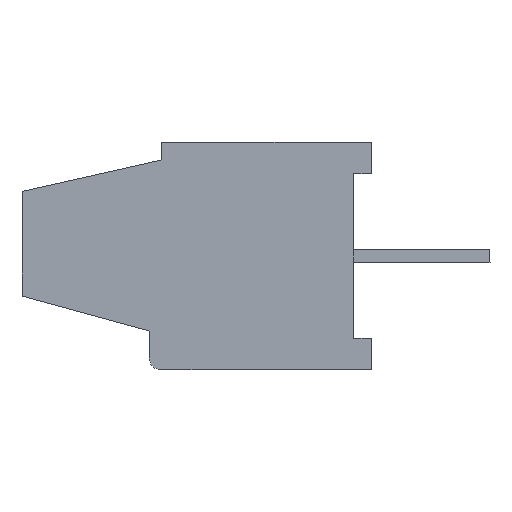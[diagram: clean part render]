
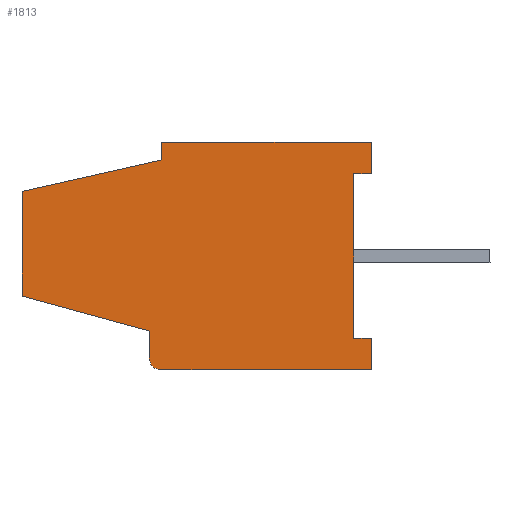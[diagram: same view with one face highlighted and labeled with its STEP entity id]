
A CAD part, left-side view. The second image highlights one B-rep face of the part: STEP entity #1813.
In plain terms, the highlighted planar face has unit normal (-1, 0, 0).
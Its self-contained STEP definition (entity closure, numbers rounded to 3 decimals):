
#13 = DIRECTION ( 'NONE',  ( 0., 0., -1. ) ) ;
#46 = LINE ( 'NONE', #4430, #4234 ) ;
#61 = EDGE_CURVE ( 'NONE', #123, #3988, #588, .T. ) ;
#123 = VERTEX_POINT ( 'NONE', #1580 ) ;
#140 = ORIENTED_EDGE ( 'NONE', *, *, #2704, .T. ) ;
#142 = EDGE_CURVE ( 'NONE', #4161, #1714, #2653, .T. ) ;
#210 = CARTESIAN_POINT ( 'NONE',  ( -4.04, 3., 3.25 ) ) ;
#387 = VERTEX_POINT ( 'NONE', #1989 ) ;
#402 = VERTEX_POINT ( 'NONE', #5425 ) ;
#453 = AXIS2_PLACEMENT_3D ( 'NONE', #2605, #4304, #3373 ) ;
#588 = LINE ( 'NONE', #210, #1410 ) ;
#624 = ORIENTED_EDGE ( 'NONE', *, *, #3820, .T. ) ;
#749 = VECTOR ( 'NONE', #2210, 1000. ) ;
#772 = PLANE ( 'NONE',  #1133 ) ;
#833 = VERTEX_POINT ( 'NONE', #1538 ) ;
#871 = ORIENTED_EDGE ( 'NONE', *, *, #2321, .T. ) ;
#941 = DIRECTION ( 'NONE',  ( 0., 0., 1. ) ) ;
#961 = EDGE_CURVE ( 'NONE', #402, #2062, #46, .T. ) ;
#995 = EDGE_CURVE ( 'NONE', #2248, #1729, #4072, .T. ) ;
#1022 = EDGE_CURVE ( 'NONE', #3242, #387, #1037, .T. ) ;
#1037 = LINE ( 'NONE', #2872, #3608 ) ;
#1116 = CARTESIAN_POINT ( 'NONE',  ( -4.04, 0., -3.25 ) ) ;
#1133 = AXIS2_PLACEMENT_3D ( 'NONE', #3909, #5526, #4379 ) ;
#1148 = VERTEX_POINT ( 'NONE', #4343 ) ;
#1198 = ORIENTED_EDGE ( 'NONE', *, *, #3897, .F. ) ;
#1202 = LINE ( 'NONE', #3498, #2266 ) ;
#1353 = EDGE_CURVE ( 'NONE', #1729, #123, #4904, .T. ) ;
#1376 = CARTESIAN_POINT ( 'NONE',  ( -4.04, 6.35, -2.15 ) ) ;
#1384 = EDGE_LOOP ( 'NONE', ( #3344, #1198, #2739, #871, #1626, #140, #5100, #4735, #2097, #624, #5172, #1887, #1657 ) ) ;
#1410 = VECTOR ( 'NONE', #2459, 1000. ) ;
#1514 = VECTOR ( 'NONE', #941, 1000. ) ;
#1538 = CARTESIAN_POINT ( 'NONE',  ( -4.04, 10., -1.15 ) ) ;
#1580 = CARTESIAN_POINT ( 'NONE',  ( -4.04, 0., 3.25 ) ) ;
#1626 = ORIENTED_EDGE ( 'NONE', *, *, #4771, .T. ) ;
#1657 = ORIENTED_EDGE ( 'NONE', *, *, #1353, .T. ) ;
#1714 = VERTEX_POINT ( 'NONE', #2243 ) ;
#1729 = VERTEX_POINT ( 'NONE', #4435 ) ;
#1740 = CARTESIAN_POINT ( 'NONE',  ( -4.04, 6.35, -2.95 ) ) ;
#1755 = CARTESIAN_POINT ( 'NONE',  ( -4.04, 3., -2.35 ) ) ;
#1786 = VECTOR ( 'NONE', #3994, 1000. ) ;
#1813 = ADVANCED_FACE ( 'NONE', ( #4354 ), #772, .T. ) ;
#1849 = LINE ( 'NONE', #5316, #3274 ) ;
#1887 = ORIENTED_EDGE ( 'NONE', *, *, #995, .T. ) ;
#1967 = DIRECTION ( 'NONE',  ( 0., -0.964, -0.264 ) ) ;
#1989 = CARTESIAN_POINT ( 'NONE',  ( -4.04, 0., -2.35 ) ) ;
#2062 = VERTEX_POINT ( 'NONE', #3324 ) ;
#2097 = ORIENTED_EDGE ( 'NONE', *, *, #1022, .T. ) ;
#2204 = LINE ( 'NONE', #3954, #3198 ) ;
#2210 = DIRECTION ( 'NONE',  ( 0., 0., 1. ) ) ;
#2243 = CARTESIAN_POINT ( 'NONE',  ( -4.04, 6.05, -3.25 ) ) ;
#2248 = VERTEX_POINT ( 'NONE', #2993 ) ;
#2266 = VECTOR ( 'NONE', #5220, 1000. ) ;
#2321 = EDGE_CURVE ( 'NONE', #2062, #833, #1202, .T. ) ;
#2446 = VECTOR ( 'NONE', #4248, 1000. ) ;
#2459 = DIRECTION ( 'NONE',  ( 0., 1., 0. ) ) ;
#2570 = VERTEX_POINT ( 'NONE', #1376 ) ;
#2605 = CARTESIAN_POINT ( 'NONE',  ( -4.04, 6.05, -2.95 ) ) ;
#2653 = CIRCLE ( 'NONE', #453, 0.3 ) ;
#2704 = EDGE_CURVE ( 'NONE', #2570, #4161, #2204, .T. ) ;
#2739 = ORIENTED_EDGE ( 'NONE', *, *, #961, .T. ) ;
#2872 = CARTESIAN_POINT ( 'NONE',  ( -4.04, 0., 3.25 ) ) ;
#2993 = CARTESIAN_POINT ( 'NONE',  ( -4.04, 0.5, 2.35 ) ) ;
#3084 = CARTESIAN_POINT ( 'NONE',  ( -4.04, 0., 3.25 ) ) ;
#3085 = LINE ( 'NONE', #4375, #749 ) ;
#3088 = CARTESIAN_POINT ( 'NONE',  ( -4.04, 3., 2.35 ) ) ;
#3131 = LINE ( 'NONE', #1755, #3318 ) ;
#3198 = VECTOR ( 'NONE', #13, 1000. ) ;
#3242 = VERTEX_POINT ( 'NONE', #1116 ) ;
#3274 = VECTOR ( 'NONE', #1967, 1000. ) ;
#3318 = VECTOR ( 'NONE', #4907, 1000. ) ;
#3324 = CARTESIAN_POINT ( 'NONE',  ( -4.04, 10., 1.85 ) ) ;
#3344 = ORIENTED_EDGE ( 'NONE', *, *, #61, .T. ) ;
#3373 = DIRECTION ( 'NONE',  ( 0., 0., 1. ) ) ;
#3498 = CARTESIAN_POINT ( 'NONE',  ( -4.04, 10., 3.25 ) ) ;
#3608 = VECTOR ( 'NONE', #3696, 1000. ) ;
#3655 = CARTESIAN_POINT ( 'NONE',  ( -4.04, 6., 3.25 ) ) ;
#3696 = DIRECTION ( 'NONE',  ( 0., 0., 1. ) ) ;
#3820 = EDGE_CURVE ( 'NONE', #387, #1148, #3131, .T. ) ;
#3897 = EDGE_CURVE ( 'NONE', #402, #3988, #3085, .T. ) ;
#3909 = CARTESIAN_POINT ( 'NONE',  ( -4.04, 3., 3.25 ) ) ;
#3954 = CARTESIAN_POINT ( 'NONE',  ( -4.04, 6.35, 3.25 ) ) ;
#3988 = VERTEX_POINT ( 'NONE', #3655 ) ;
#3994 = DIRECTION ( 'NONE',  ( 0., -1., 0. ) ) ;
#4072 = LINE ( 'NONE', #3088, #1786 ) ;
#4128 = CARTESIAN_POINT ( 'NONE',  ( -4.04, 3., -3.25 ) ) ;
#4161 = VERTEX_POINT ( 'NONE', #1740 ) ;
#4216 = LINE ( 'NONE', #4619, #2446 ) ;
#4234 = VECTOR ( 'NONE', #4851, 1000. ) ;
#4248 = DIRECTION ( 'NONE',  ( 0., 0., 1. ) ) ;
#4304 = DIRECTION ( 'NONE',  ( -1., 0., 0. ) ) ;
#4316 = VECTOR ( 'NONE', #4663, 1000. ) ;
#4343 = CARTESIAN_POINT ( 'NONE',  ( -4.04, 0.5, -2.35 ) ) ;
#4354 = FACE_OUTER_BOUND ( 'NONE', #1384, .T. ) ;
#4375 = CARTESIAN_POINT ( 'NONE',  ( -4.04, 6., 3.25 ) ) ;
#4379 = DIRECTION ( 'NONE',  ( 0., 0., 1. ) ) ;
#4406 = EDGE_CURVE ( 'NONE', #1714, #3242, #5472, .T. ) ;
#4430 = CARTESIAN_POINT ( 'NONE',  ( -4.04, 6., 2.75 ) ) ;
#4435 = CARTESIAN_POINT ( 'NONE',  ( -4.04, 0., 2.35 ) ) ;
#4619 = CARTESIAN_POINT ( 'NONE',  ( -4.04, 0.5, 3.25 ) ) ;
#4663 = DIRECTION ( 'NONE',  ( 0., -1., 0. ) ) ;
#4735 = ORIENTED_EDGE ( 'NONE', *, *, #4406, .T. ) ;
#4771 = EDGE_CURVE ( 'NONE', #833, #2570, #1849, .T. ) ;
#4851 = DIRECTION ( 'NONE',  ( 0., 0.976, -0.22 ) ) ;
#4904 = LINE ( 'NONE', #3084, #1514 ) ;
#4907 = DIRECTION ( 'NONE',  ( 0., 1., 0. ) ) ;
#4920 = EDGE_CURVE ( 'NONE', #1148, #2248, #4216, .T. ) ;
#5100 = ORIENTED_EDGE ( 'NONE', *, *, #142, .T. ) ;
#5172 = ORIENTED_EDGE ( 'NONE', *, *, #4920, .T. ) ;
#5220 = DIRECTION ( 'NONE',  ( 0., 0., -1. ) ) ;
#5316 = CARTESIAN_POINT ( 'NONE',  ( -4.04, 10., -1.15 ) ) ;
#5425 = CARTESIAN_POINT ( 'NONE',  ( -4.04, 6., 2.75 ) ) ;
#5472 = LINE ( 'NONE', #4128, #4316 ) ;
#5526 = DIRECTION ( 'NONE',  ( -1., 0., 0. ) ) ;
